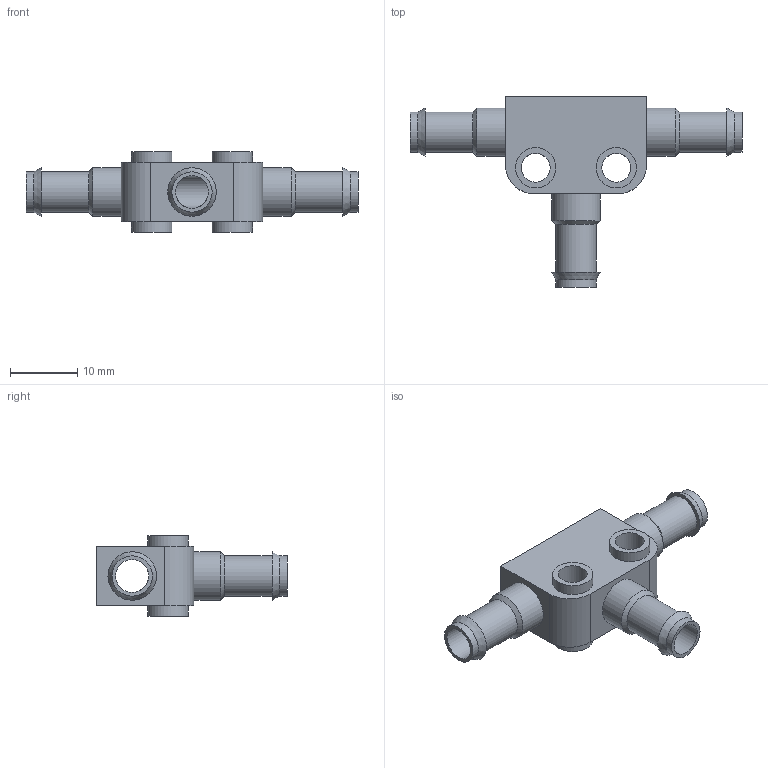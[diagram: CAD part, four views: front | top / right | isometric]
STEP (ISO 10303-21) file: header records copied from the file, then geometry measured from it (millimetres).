
FILE_DESCRIPTION(/* description */ ('STEP AP214'),/* implementation_level */ '2;1');
FILE_NAME(/* name */ '31316_FCN-3-PK-6_4',/* time_stamp */ '2024-08-28T12:54:36+02:00',/* author */ ('License CC BY-ND 4.0'),/* organization */ ('CADENAS'),/* preprocessor_version */ 'ST-DEVELOPER v19.3',/* originating_system */ 'PARTsolutions',/* authorisation */ ' ');
FILE_SCHEMA (('AUTOMOTIVE_DESIGN {1 0 10303 214 3 1 1}'));
Length unit declared in the file: millimetre
Products named in the file (1): 31316 FCN-3-PK-6/4
Bounding box: 49.4 x 28.4 x 12 mm (x, y, z)
Volume: 2493.2 mm3; surface area: 3462.3 mm2
Topology: 1 solids, 1 shells, 41 faces, 82 edges, 52 vertices
Faces by surface type: cylinder 19, plane 16, cone 6
Full cylindrical faces by diameter (mm): 4.3 x2, 4.9 x2, 6 x6, 6.02 x4, 7.2 x3
Entity records: 982 total; most frequent: DIRECTION 182, CARTESIAN_POINT 148, ORIENTED_EDGE 112, AXIS2_PLACEMENT_3D 84, EDGE_LOOP 82, FACE_BOUND 82, EDGE_CURVE 56, VERTEX_POINT 50
